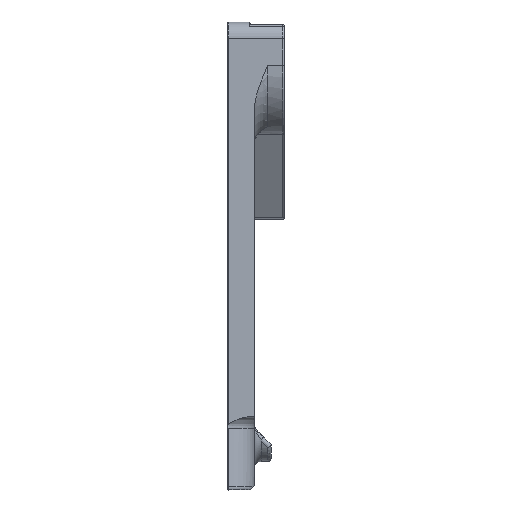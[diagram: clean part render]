
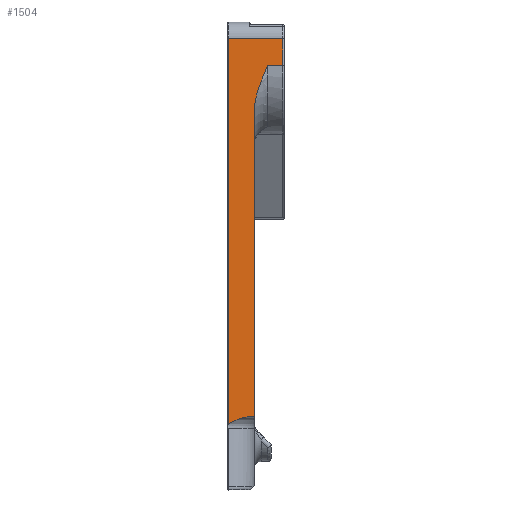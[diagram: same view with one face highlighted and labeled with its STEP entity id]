
A CAD part, left-side view. The second image highlights one B-rep face of the part: STEP entity #1504.
In plain terms, the highlighted planar face has unit normal (-1, 0, 0).
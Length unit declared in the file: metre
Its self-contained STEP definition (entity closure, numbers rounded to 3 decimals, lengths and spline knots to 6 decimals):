
#1504 = ADVANCED_FACE( '', ( #3946 ), #3947, .F. );
#3946 = FACE_OUTER_BOUND( '', #7492, .T. );
#3947 = PLANE( '', #7493 );
#7492 = EDGE_LOOP( '', ( #13863, #13864, #13865, #13866, #13867, #13868, #13869, #13870 ) );
#7493 = AXIS2_PLACEMENT_3D( '', #13871, #13872, #13873 );
#13863 = ORIENTED_EDGE( '', *, *, #23168, .T. );
#13864 = ORIENTED_EDGE( '', *, *, #23013, .T. );
#13865 = ORIENTED_EDGE( '', *, *, #23169, .T. );
#13866 = ORIENTED_EDGE( '', *, *, #23170, .F. );
#13867 = ORIENTED_EDGE( '', *, *, #23171, .F. );
#13868 = ORIENTED_EDGE( '', *, *, #22958, .F. );
#13869 = ORIENTED_EDGE( '', *, *, #23172, .F. );
#13870 = ORIENTED_EDGE( '', *, *, #23173, .F. );
#13871 = CARTESIAN_POINT( '', ( -0.102, -0.048998, -0.006 ) );
#13872 = DIRECTION( '', ( 1., 0., 0. ) );
#13873 = DIRECTION( '', ( 0., -1., 0. ) );
#22958 = EDGE_CURVE( '', #27746, #27748, #27749, .T. );
#23013 = EDGE_CURVE( '', #27837, #27838, #27839, .T. );
#23168 = EDGE_CURVE( '', #27261, #27837, #28078, .T. );
#23169 = EDGE_CURVE( '', #27838, #28079, #28080, .T. );
#23170 = EDGE_CURVE( '', #28081, #28079, #28082, .T. );
#23171 = EDGE_CURVE( '', #27748, #28081, #28083, .F. );
#23172 = EDGE_CURVE( '', #26372, #27746, #28084, .T. );
#23173 = EDGE_CURVE( '', #27261, #26372, #28085, .T. );
#26372 = VERTEX_POINT( '', #32367 );
#27261 = VERTEX_POINT( '', #33688 );
#27746 = VERTEX_POINT( '', #34572 );
#27748 = VERTEX_POINT( '', #34574 );
#27749 = LINE( '', #34575, #34576 );
#27837 = VERTEX_POINT( '', #34697 );
#27838 = VERTEX_POINT( '', #34698 );
#27839 = B_SPLINE_CURVE_WITH_KNOTS( '', 3, ( #34699, #34700, #34701, #34702, #34703, #34704, #34705, #34706 ), .UNSPECIFIED., .F., .F., ( 4, 2, 2, 4 ), ( 0.002572, 0.00618, 0.007985, 0.009789 ), .UNSPECIFIED. );
#28078 = LINE( '', #35098, #35099 );
#28079 = VERTEX_POINT( '', #35100 );
#28080 = LINE( '', #35101, #35102 );
#28081 = VERTEX_POINT( '', #35103 );
#28082 = LINE( '', #35104, #35105 );
#28083 = B_SPLINE_CURVE_WITH_KNOTS( '', 3, ( #35106, #35107, #35108, #35109, #35110, #35111, #35112, #35113, #35114, #35115, #35116, #35117, #35118, #35119, #35120, #35121 ), .UNSPECIFIED., .F., .F., ( 4, 2, 2, 2, 2, 2, 2, 4 ), ( 0., 0.003544, 0.005315, 0.007087, 0.010631, 0.012403, 0.013289, 0.014175 ), .UNSPECIFIED. );
#28084 = LINE( '', #35122, #35123 );
#28085 = LINE( '', #35124, #35125 );
#32367 = CARTESIAN_POINT( '', ( -0.102, -0.0675, 0.118 ) );
#33688 = CARTESIAN_POINT( '', ( -0.102, -0.05125, 0.118 ) );
#34572 = CARTESIAN_POINT( '', ( -0.102, -0.0675, 0.11 ) );
#34574 = CARTESIAN_POINT( '', ( -0.102, -0.063, 0.11 ) );
#34575 = CARTESIAN_POINT( '', ( -0.102, -0.063, 0.11 ) );
#34576 = VECTOR( '', #41928, 1. );
#34697 = CARTESIAN_POINT( '', ( -0.102, -0.05125, 0.002799 ) );
#34698 = CARTESIAN_POINT( '', ( -0.102, -0.058069, 0.005 ) );
#34699 = CARTESIAN_POINT( '', ( -0.102, -0.05125, 0.002799 ) );
#34700 = CARTESIAN_POINT( '', ( -0.102, -0.052306, 0.003379 ) );
#34701 = CARTESIAN_POINT( '', ( -0.102, -0.053384, 0.003912 ) );
#34702 = CARTESIAN_POINT( '', ( -0.102, -0.055094, 0.004521 ) );
#34703 = CARTESIAN_POINT( '', ( -0.102, -0.055684, 0.004692 ) );
#34704 = CARTESIAN_POINT( '', ( -0.102, -0.056868, 0.004931 ) );
#34705 = CARTESIAN_POINT( '', ( -0.102, -0.057465, 0.005 ) );
#34706 = CARTESIAN_POINT( '', ( -0.102, -0.058069, 0.005 ) );
#35098 = CARTESIAN_POINT( '', ( -0.102, -0.05125, 0.001661 ) );
#35099 = VECTOR( '', #42143, 1. );
#35100 = CARTESIAN_POINT( '', ( -0.102, -0.059, 0.005 ) );
#35101 = CARTESIAN_POINT( '', ( -0.102, -0.048998, 0.005 ) );
#35102 = VECTOR( '', #42144, 1. );
#35103 = CARTESIAN_POINT( '', ( -0.102, -0.059, 0.096435 ) );
#35104 = CARTESIAN_POINT( '', ( -0.102, -0.059, -0.006 ) );
#35105 = VECTOR( '', #42145, 1. );
#35106 = CARTESIAN_POINT( '', ( -0.102, -0.059, 0.096435 ) );
#35107 = CARTESIAN_POINT( '', ( -0.102, -0.059, 0.097634 ) );
#35108 = CARTESIAN_POINT( '', ( -0.102, -0.059152, 0.098806 ) );
#35109 = CARTESIAN_POINT( '', ( -0.102, -0.05951, 0.100542 ) );
#35110 = CARTESIAN_POINT( '', ( -0.102, -0.059652, 0.101117 ) );
#35111 = CARTESIAN_POINT( '', ( -0.102, -0.059971, 0.102261 ) );
#35112 = CARTESIAN_POINT( '', ( -0.102, -0.060148, 0.10283 ) );
#35113 = CARTESIAN_POINT( '', ( -0.102, -0.060717, 0.10452 ) );
#35114 = CARTESIAN_POINT( '', ( -0.102, -0.061146, 0.105627 ) );
#35115 = CARTESIAN_POINT( '', ( -0.102, -0.061824, 0.107274 ) );
#35116 = CARTESIAN_POINT( '', ( -0.102, -0.062055, 0.10782 ) );
#35117 = CARTESIAN_POINT( '', ( -0.102, -0.062408, 0.108639 ) );
#35118 = CARTESIAN_POINT( '', ( -0.102, -0.062526, 0.108911 ) );
#35119 = CARTESIAN_POINT( '', ( -0.102, -0.062762, 0.109456 ) );
#35120 = CARTESIAN_POINT( '', ( -0.102, -0.062882, 0.109729 ) );
#35121 = CARTESIAN_POINT( '', ( -0.102, -0.063, 0.11 ) );
#35122 = CARTESIAN_POINT( '', ( -0.102, -0.0675, 0.11 ) );
#35123 = VECTOR( '', #42146, 1. );
#35124 = CARTESIAN_POINT( '', ( -0.102, -0.048998, 0.118 ) );
#35125 = VECTOR( '', #42147, 1. );
#41928 = DIRECTION( '', ( 0., 1., 0. ) );
#42143 = DIRECTION( '', ( 0., 0., -1. ) );
#42144 = DIRECTION( '', ( 0., -1., 0. ) );
#42145 = DIRECTION( '', ( 0., 0., -1. ) );
#42146 = DIRECTION( '', ( 0., 0., -1. ) );
#42147 = DIRECTION( '', ( 0., -1., 0. ) );
